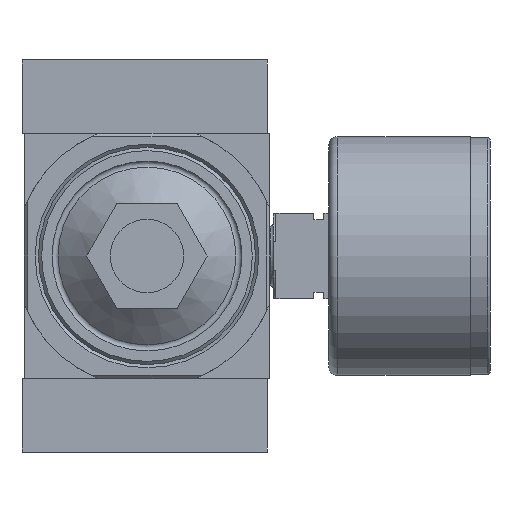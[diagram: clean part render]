
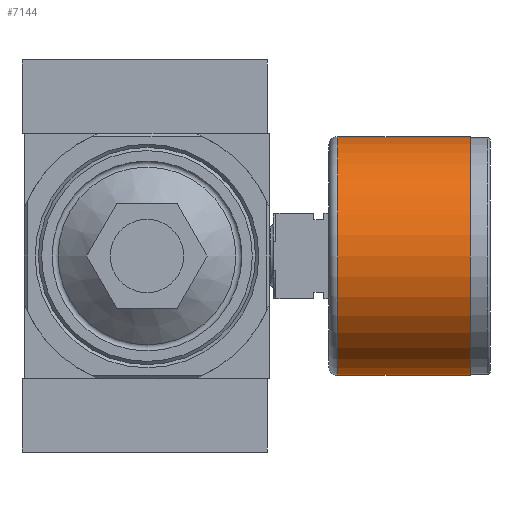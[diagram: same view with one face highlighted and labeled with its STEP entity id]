
A CAD part, front view. The second image highlights one B-rep face of the part: STEP entity #7144.
In plain terms, the highlighted cylindrical face has radius 19.5 mm (diameter 39 mm), a full revolution.
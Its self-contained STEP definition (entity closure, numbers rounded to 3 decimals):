
#323=CYLINDRICAL_SURFACE('',#7740,19.5);
#2086=ORIENTED_EDGE('',*,*,#3220,.F.);
#2087=ORIENTED_EDGE('',*,*,#3221,.T.);
#3220=EDGE_CURVE('',#3881,#3881,#4275,.T.);
#3221=EDGE_CURVE('',#3882,#3882,#4276,.T.);
#3881=VERTEX_POINT('',#11197);
#3882=VERTEX_POINT('',#11200);
#4275=CIRCLE('',#7739,19.5);
#4276=CIRCLE('',#7741,19.5);
#4683=EDGE_LOOP('',(#2086));
#4684=EDGE_LOOP('',(#2087));
#5212=FACE_BOUND('',#4683,.T.);
#5213=FACE_BOUND('',#4684,.T.);
#7144=ADVANCED_FACE('',(#5212,#5213),#323,.T.);
#7739=AXIS2_PLACEMENT_3D('',#11196,#9065,#9066);
#7740=AXIS2_PLACEMENT_3D('',#11198,#9067,#9068);
#7741=AXIS2_PLACEMENT_3D('',#11199,#9069,#9070);
#9065=DIRECTION('',(1.,0.,0.));
#9066=DIRECTION('',(0.,0.,-1.));
#9067=DIRECTION('',(1.,0.,0.));
#9068=DIRECTION('',(0.,0.,-1.));
#9069=DIRECTION('',(1.,0.,0.));
#9070=DIRECTION('',(0.,0.,-1.));
#11196=CARTESIAN_POINT('',(-3.2,0.,0.));
#11197=CARTESIAN_POINT('',(-3.2,0.,-19.5));
#11198=CARTESIAN_POINT('',(0.,0.,0.));
#11199=CARTESIAN_POINT('',(-24.85,0.,0.));
#11200=CARTESIAN_POINT('',(-24.85,0.,-19.5));
